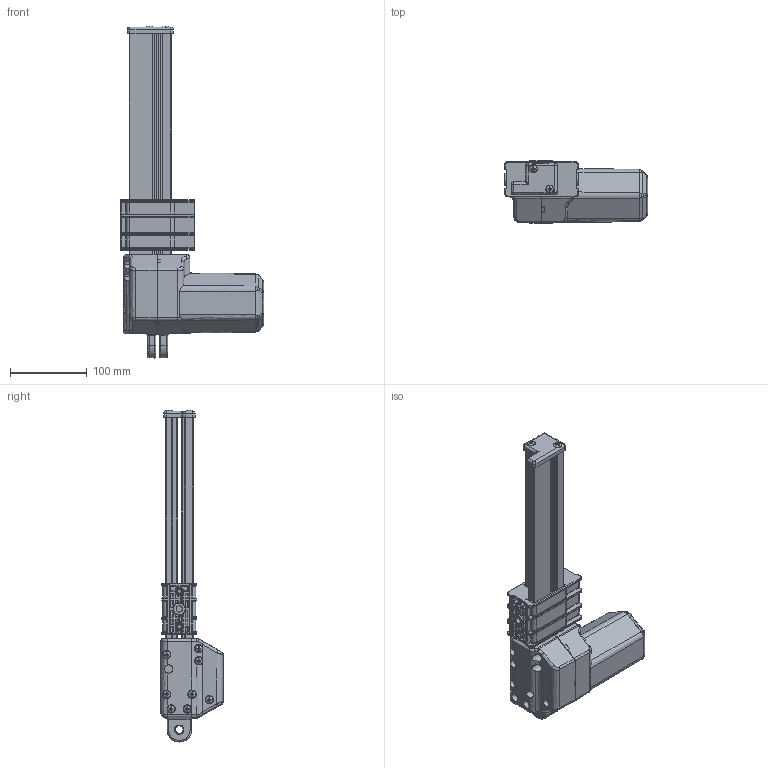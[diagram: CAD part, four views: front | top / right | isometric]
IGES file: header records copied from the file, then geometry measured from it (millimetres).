
Start section: SolidWorks IGES file using analytic representation for surfaces
Global section: file name: Betadrive.IGS; native system: SolidWorks 2014; preprocessor: SolidWorks 2014; author: CKuhn; date: 150310.085146; units: millimetre
Bounding box: 186.5 x 81 x 431.62 mm (x, y, z)
Surface area: 251282.9 mm2 (no closed solid volume)
Topology: 0 solids, 0 shells, 2095 faces, 17589 edges, 17563 vertices
Faces by surface type: bspline 1232, revolution 863
